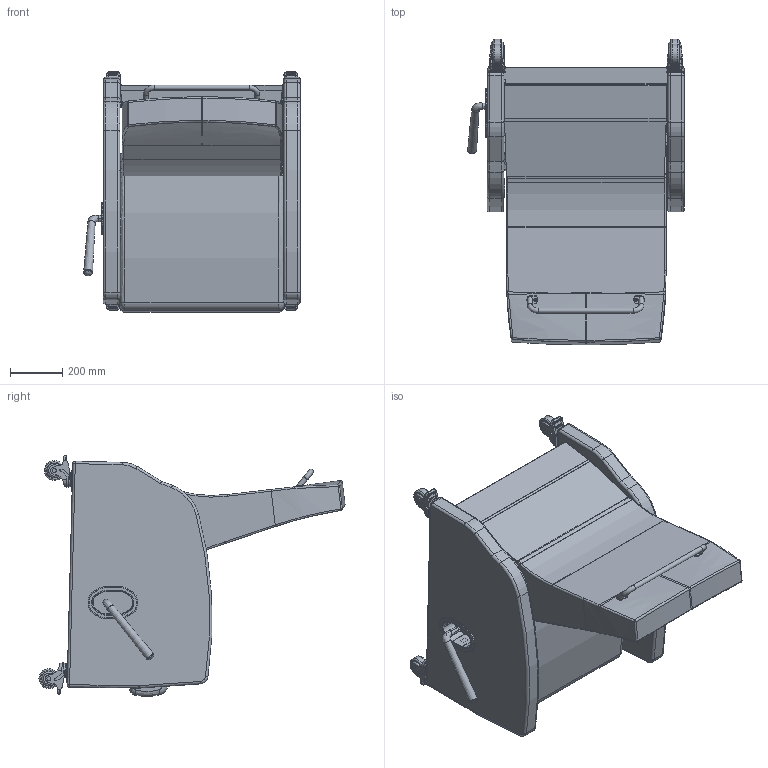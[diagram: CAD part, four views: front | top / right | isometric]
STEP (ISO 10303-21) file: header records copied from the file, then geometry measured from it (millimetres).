
FILE_DESCRIPTION(/* description */ (''),/* implementation_level */ '2;1');
FILE_NAME(/* name */ 'E4118F.stp',/* time_stamp */ '2017-09-13T15:45:01-04:00',/* author */ ('emehringer'),/* organization */ (''),/* preprocessor_version */ 'ST-DEVELOPER v16.5',/* originating_system */ 'Autodesk Inventor 2017',/* authorisation */ '');
FILE_SCHEMA (('AUTOMOTIVE_DESIGN { 1 0 10303 214 3 1 1 }'));
Length unit declared in the file: inch
Products named in the file (28): E4118F; EV7070 UBACK; 4000 UKP; 4000 USEAT; 4000 UKO; EV7070 UBACK FLAP; BEZEL-1; 7000-2 CON PLT; HDL 3000 BLK; HDL 3000 BLKPLASTIC; HDL 3000 BLK METAL; E3010 FARM L; E3010 FARM R; CABLE LEVER; CAST COL 4inSLB; _NG-03AMP-125-TL-TP01_fork; _TP01_Next Generation Series_0; _NG-03QDP-125-SW-TP01_rivet; _NG-03AMP-125-TL-TP01_wheel_core; _NG-03AMP-125-TL-TP01_wheel_tread; _NG-03AMP-125-TL-TP01_wheel_guard; _NG-03AMP-125-TL-TP01_wheel_tguard; _NG-03AMP-125-TL-TP01_cap; PB3; PUSH BAR 17.625; PUSH BAR 17.625_1; PUSH BAR 17.625 right side; 1420X1.5 PSHPB
Assembly tree (32 placements, depth 4):
  E4118F
    EV7070 UBACK
    4000 UKP
    4000 USEAT
    4000 UKO
    EV7070 UBACK FLAP
    BEZEL-1
    7000-2 CON PLT
    HDL 3000 BLK
      HDL 3000 BLKPLASTIC
      HDL 3000 BLK METAL
    E3010 FARM L
    E3010 FARM R
    CABLE LEVER
    CAST COL 4inSLB  x4
      _NG-03AMP-125-TL-TP01_fork
      _TP01_Next Generation Series_0
      _NG-03QDP-125-SW-TP01_rivet
      _NG-03AMP-125-TL-TP01_wheel_core
      _NG-03AMP-125-TL-TP01_wheel_tread
      _NG-03AMP-125-TL-TP01_wheel_guard
      _NG-03AMP-125-TL-TP01_wheel_tguard
      _NG-03AMP-125-TL-TP01_cap
    PB3
      PUSH BAR 17.625
        PUSH BAR 17.625_1
        PUSH BAR 17.625 right side
      1420X1.5 PSHPB  x2
Bounding box: 827.27 x 1168.13 x 918.86 mm (x, y, z)
Volume: 177257872.4 mm3; surface area: 6125337.6 mm2
Topology: 53 solids, 63 shells, 1435 faces, 3386 edges, 2113 vertices
Faces by surface type: cylinder 619, plane 505, torus 170, bspline 68, sphere 37, cone 36
Full cylindrical faces by diameter (mm): 5.953 x1, 6.35 x10, 7.938 x2, 9.525 x2, 11.989 x4, 12.497 x2, 14.877 x4, 15.062 x4, 15.24 x8, 19.05 x3, 19.075 x4, 25.4 x4, 31.75 x1, 38.049 x4, 44.298 x4, 52.273 x4, 55.372 x8, 57.15 x8, 76.2 x4
Entity records: 38517 total; most frequent: CARTESIAN_POINT 17920, DIRECTION 4475, ORIENTED_EDGE 3838, EDGE_CURVE 1919, AXIS2_PLACEMENT_3D 1820, VERTEX_POINT 1189, EDGE_LOOP 978, CIRCLE 913
